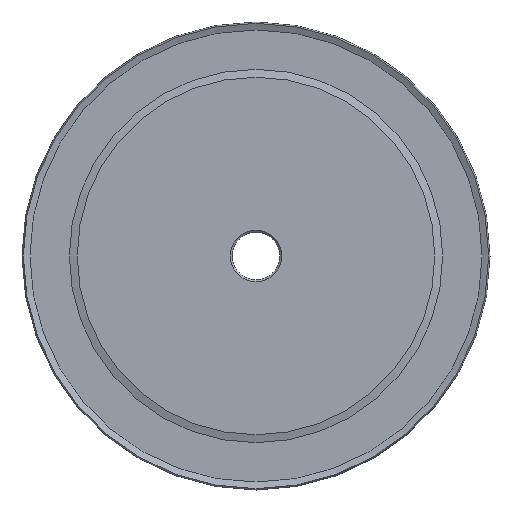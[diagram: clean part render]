
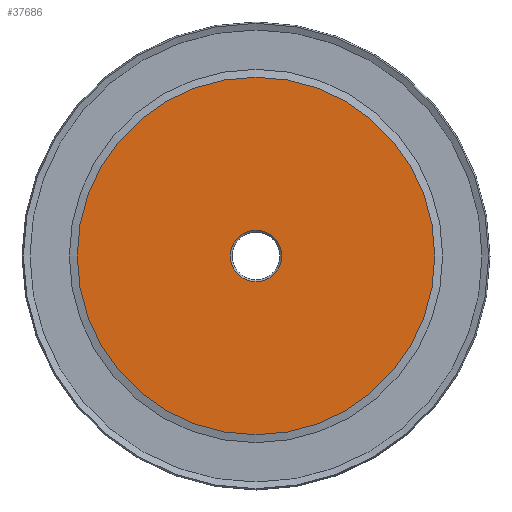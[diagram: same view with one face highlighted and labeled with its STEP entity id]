
A CAD part, left-side view. The second image highlights one B-rep face of the part: STEP entity #37686.
In plain terms, the highlighted planar face has unit normal (-1, 0, 0).
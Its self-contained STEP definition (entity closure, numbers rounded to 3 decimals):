
#37686 = ADVANCED_FACE('',(#37687,#37723),#37700,.F.);
#37687 = FACE_BOUND('',#37688,.F.);
#37688 = EDGE_LOOP('',(#37689));
#37689 = ORIENTED_EDGE('',*,*,#37690,.F.);
#37690 = EDGE_CURVE('',#37691,#37691,#37693,.T.);
#37691 = VERTEX_POINT('',#37692);
#37692 = CARTESIAN_POINT('',(-7.,0.,6.5));
#37693 = SURFACE_CURVE('',#37694,(#37699,#37711),.PCURVE_S1.);
#37694 = CIRCLE('',#37695,6.5);
#37695 = AXIS2_PLACEMENT_3D('',#37696,#37697,#37698);
#37696 = CARTESIAN_POINT('',(-7.,0.,0.));
#37697 = DIRECTION('',(1.,0.,0.));
#37698 = DIRECTION('',(0.,0.,1.));
#37699 = PCURVE('',#37700,#37705);
#37700 = PLANE('',#37701);
#37701 = AXIS2_PLACEMENT_3D('',#37702,#37703,#37704);
#37702 = CARTESIAN_POINT('',(-7.,0.,0.));
#37703 = DIRECTION('',(1.,0.,0.));
#37704 = DIRECTION('',(0.,0.,1.));
#37705 = DEFINITIONAL_REPRESENTATION('',(#37706),#37710);
#37706 = CIRCLE('',#37707,6.5);
#37707 = AXIS2_PLACEMENT_2D('',#37708,#37709);
#37708 = CARTESIAN_POINT('',(0.,0.));
#37709 = DIRECTION('',(1.,0.));
#37710 = ( GEOMETRIC_REPRESENTATION_CONTEXT(2) 
PARAMETRIC_REPRESENTATION_CONTEXT() REPRESENTATION_CONTEXT('2D SPACE',''
  ) );
#37711 = PCURVE('',#37712,#37717);
#37712 = CONICAL_SURFACE('',#37713,6.,0.785);
#37713 = AXIS2_PLACEMENT_3D('',#37714,#37715,#37716);
#37714 = CARTESIAN_POINT('',(-6.5,0.,0.));
#37715 = DIRECTION('',(-1.,-0.,-0.));
#37716 = DIRECTION('',(0.,0.,1.));
#37717 = DEFINITIONAL_REPRESENTATION('',(#37718),#37722);
#37718 = LINE('',#37719,#37720);
#37719 = CARTESIAN_POINT('',(0.,0.5));
#37720 = VECTOR('',#37721,1.);
#37721 = DIRECTION('',(-1.,-0.));
#37722 = ( GEOMETRIC_REPRESENTATION_CONTEXT(2) 
PARAMETRIC_REPRESENTATION_CONTEXT() REPRESENTATION_CONTEXT('2D SPACE',''
  ) );
#37723 = FACE_BOUND('',#37724,.F.);
#37724 = EDGE_LOOP('',(#37725));
#37725 = ORIENTED_EDGE('',*,*,#37726,.T.);
#37726 = EDGE_CURVE('',#37727,#37727,#37729,.T.);
#37727 = VERTEX_POINT('',#37728);
#37728 = CARTESIAN_POINT('',(-7.,0.,45.));
#37729 = SURFACE_CURVE('',#37730,(#37735,#37742),.PCURVE_S1.);
#37730 = CIRCLE('',#37731,45.);
#37731 = AXIS2_PLACEMENT_3D('',#37732,#37733,#37734);
#37732 = CARTESIAN_POINT('',(-7.,0.,0.));
#37733 = DIRECTION('',(1.,0.,0.));
#37734 = DIRECTION('',(0.,0.,1.));
#37735 = PCURVE('',#37700,#37736);
#37736 = DEFINITIONAL_REPRESENTATION('',(#37737),#37741);
#37737 = CIRCLE('',#37738,45.);
#37738 = AXIS2_PLACEMENT_2D('',#37739,#37740);
#37739 = CARTESIAN_POINT('',(0.,0.));
#37740 = DIRECTION('',(1.,0.));
#37741 = ( GEOMETRIC_REPRESENTATION_CONTEXT(2) 
PARAMETRIC_REPRESENTATION_CONTEXT() REPRESENTATION_CONTEXT('2D SPACE',''
  ) );
#37742 = PCURVE('',#37743,#37748);
#37743 = CONICAL_SURFACE('',#37744,47.,1.271);
#37744 = AXIS2_PLACEMENT_3D('',#37745,#37746,#37747);
#37745 = CARTESIAN_POINT('',(-6.383,0.,0.));
#37746 = DIRECTION('',(1.,0.,0.));
#37747 = DIRECTION('',(0.,0.,1.));
#37748 = DEFINITIONAL_REPRESENTATION('',(#37749),#37753);
#37749 = LINE('',#37750,#37751);
#37750 = CARTESIAN_POINT('',(0.,-0.617));
#37751 = VECTOR('',#37752,1.);
#37752 = DIRECTION('',(1.,-0.));
#37753 = ( GEOMETRIC_REPRESENTATION_CONTEXT(2) 
PARAMETRIC_REPRESENTATION_CONTEXT() REPRESENTATION_CONTEXT('2D SPACE',''
  ) );
